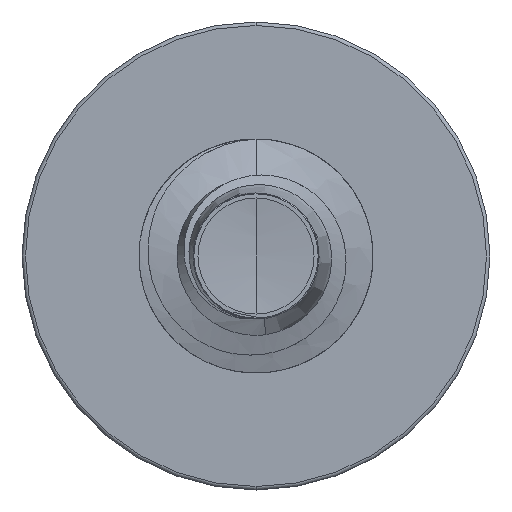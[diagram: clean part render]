
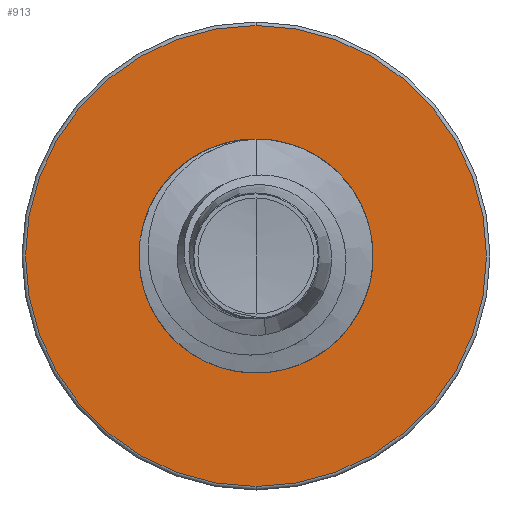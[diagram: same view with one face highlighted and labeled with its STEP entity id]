
A CAD part, front view. The second image highlights one B-rep face of the part: STEP entity #913.
In plain terms, the highlighted planar face has unit normal (0, -1, 0).
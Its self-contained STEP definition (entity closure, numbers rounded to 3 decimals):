
#172 = ORIENTED_EDGE ( 'NONE', *, *, #24355, .F. ) ;
#913 = ADVANCED_FACE ( 'NONE', ( #13681, #26752 ), #7020, .F. ) ;
#1849 = AXIS2_PLACEMENT_3D ( 'NONE', #24397, #13473, #25789 ) ;
#1912 = AXIS2_PLACEMENT_3D ( 'NONE', #5791, #21396, #8573 ) ;
#2025 = AXIS2_PLACEMENT_3D ( 'NONE', #26854, #17464, #2505 ) ;
#2388 = ORIENTED_EDGE ( 'NONE', *, *, #24279, .T. ) ;
#2442 = AXIS2_PLACEMENT_3D ( 'NONE', #18008, #3334, #19961 ) ;
#2505 = DIRECTION ( 'NONE',  ( 0., 0., 1. ) ) ;
#3334 = DIRECTION ( 'NONE',  ( 0., 1., 0. ) ) ;
#3761 = CARTESIAN_POINT ( 'NONE',  ( 0., 20., -4.925 ) ) ;
#4669 = CIRCLE ( 'NONE', #2025, 2.415 ) ;
#5149 = CARTESIAN_POINT ( 'NONE',  ( 0., 20., -2.415 ) ) ;
#5791 = CARTESIAN_POINT ( 'NONE',  ( 0., 20., 0. ) ) ;
#6146 = CARTESIAN_POINT ( 'NONE',  ( 0., 20., 2.415 ) ) ;
#7020 = PLANE ( 'NONE',  #22520 ) ;
#8573 = DIRECTION ( 'NONE',  ( 0., 0., 1. ) ) ;
#9171 = DIRECTION ( 'NONE',  ( 0., 0., 1. ) ) ;
#9775 = DIRECTION ( 'NONE',  ( 0., 1., 0. ) ) ;
#10673 = VERTEX_POINT ( 'NONE', #14465 ) ;
#10992 = CIRCLE ( 'NONE', #1912, 2.415 ) ;
#11533 = CARTESIAN_POINT ( 'NONE',  ( 0., 20., 4.925 ) ) ;
#13473 = DIRECTION ( 'NONE',  ( 0., 1., 0. ) ) ;
#13681 = FACE_OUTER_BOUND ( 'NONE', #21962, .T. ) ;
#14465 = CARTESIAN_POINT ( 'NONE',  ( 0., 20., -2.415 ) ) ;
#17121 = EDGE_LOOP ( 'NONE', ( #24598, #2388 ) ) ;
#17464 = DIRECTION ( 'NONE',  ( 0., 1., 0. ) ) ;
#17588 = CIRCLE ( 'NONE', #1849, 4.925 ) ;
#17735 = VERTEX_POINT ( 'NONE', #11533 ) ;
#18008 = CARTESIAN_POINT ( 'NONE',  ( 0., 20., 0. ) ) ;
#19961 = DIRECTION ( 'NONE',  ( 0., 0., 1. ) ) ;
#20554 = ORIENTED_EDGE ( 'NONE', *, *, #24024, .F. ) ;
#21396 = DIRECTION ( 'NONE',  ( 0., 1., 0. ) ) ;
#21523 = VERTEX_POINT ( 'NONE', #6146 ) ;
#21962 = EDGE_LOOP ( 'NONE', ( #20554, #172 ) ) ;
#22353 = VERTEX_POINT ( 'NONE', #3761 ) ;
#22520 = AXIS2_PLACEMENT_3D ( 'NONE', #5149, #9775, #9171 ) ;
#23707 = CIRCLE ( 'NONE', #2442, 4.925 ) ;
#24024 = EDGE_CURVE ( 'NONE', #17735, #22353, #23707, .T. ) ;
#24279 = EDGE_CURVE ( 'NONE', #10673, #21523, #4669, .T. ) ;
#24353 = EDGE_CURVE ( 'NONE', #21523, #10673, #10992, .T. ) ;
#24355 = EDGE_CURVE ( 'NONE', #22353, #17735, #17588, .T. ) ;
#24397 = CARTESIAN_POINT ( 'NONE',  ( 0., 20., 0. ) ) ;
#24598 = ORIENTED_EDGE ( 'NONE', *, *, #24353, .T. ) ;
#25789 = DIRECTION ( 'NONE',  ( 0., 0., 1. ) ) ;
#26752 = FACE_BOUND ( 'NONE', #17121, .T. ) ;
#26854 = CARTESIAN_POINT ( 'NONE',  ( 0., 20., 0. ) ) ;
